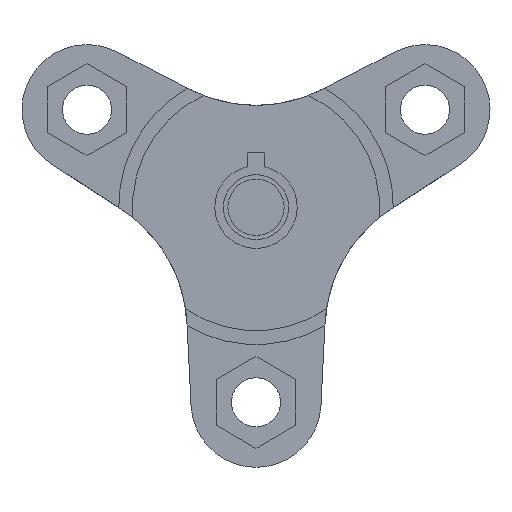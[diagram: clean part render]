
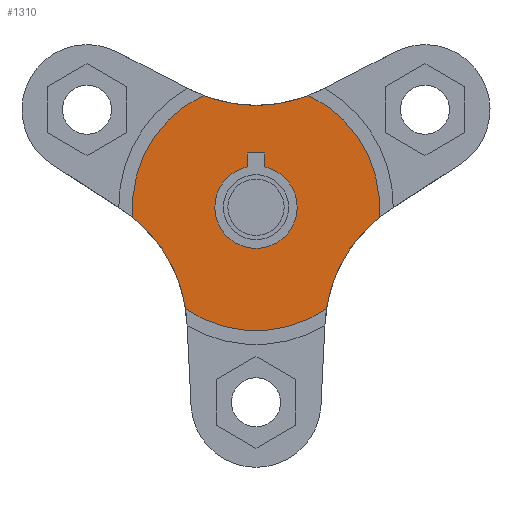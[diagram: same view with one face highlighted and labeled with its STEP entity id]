
A CAD part, front view. The second image highlights one B-rep face of the part: STEP entity #1310.
In plain terms, the highlighted planar face has unit normal (0, -1, 0).
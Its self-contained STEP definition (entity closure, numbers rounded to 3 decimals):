
#6 = FACE_OUTER_BOUND ( 'NONE', #2194, .T. ) ;
#22 = CARTESIAN_POINT ( 'NONE',  ( 0., -6., 17.044 ) ) ;
#26 = ORIENTED_EDGE ( 'NONE', *, *, #364, .F. ) ;
#48 = DIRECTION ( 'NONE',  ( 0., 0., -1. ) ) ;
#73 = DIRECTION ( 'NONE',  ( 0., -1., 0. ) ) ;
#95 = CARTESIAN_POINT ( 'NONE',  ( 0., -6., 17.044 ) ) ;
#99 = ORIENTED_EDGE ( 'NONE', *, *, #380, .T. ) ;
#124 = AXIS2_PLACEMENT_3D ( 'NONE', #806, #783, #403 ) ;
#125 = ORIENTED_EDGE ( 'NONE', *, *, #588, .T. ) ;
#190 = DIRECTION ( 'NONE',  ( 0., 0., -1. ) ) ;
#213 = EDGE_CURVE ( 'NONE', #1763, #562, #1552, .T. ) ;
#215 = AXIS2_PLACEMENT_3D ( 'NONE', #447, #73, #48 ) ;
#221 = VERTEX_POINT ( 'NONE', #1080 ) ;
#246 = DIRECTION ( 'NONE',  ( 0., 1., 0. ) ) ;
#288 = CARTESIAN_POINT ( 'NONE',  ( -0.6, -6., 3.755 ) ) ;
#351 = EDGE_CURVE ( 'NONE', #562, #1899, #2267, .T. ) ;
#364 = EDGE_CURVE ( 'NONE', #1839, #2237, #1293, .T. ) ;
#375 = DIRECTION ( 'NONE',  ( 0., 0., -1. ) ) ;
#380 = EDGE_CURVE ( 'NONE', #441, #941, #1884, .T. ) ;
#403 = DIRECTION ( 'NONE',  ( 0., 0., -1. ) ) ;
#441 = VERTEX_POINT ( 'NONE', #861 ) ;
#447 = CARTESIAN_POINT ( 'NONE',  ( 0., -6., 0. ) ) ;
#452 = ORIENTED_EDGE ( 'NONE', *, *, #964, .T. ) ;
#456 = CARTESIAN_POINT ( 'NONE',  ( -4.873, -6., -7.025 ) ) ;
#485 = EDGE_CURVE ( 'NONE', #221, #2117, #1893, .T. ) ;
#523 = LINE ( 'NONE', #1945, #1532 ) ;
#532 = ORIENTED_EDGE ( 'NONE', *, *, #2274, .F. ) ;
#552 = DIRECTION ( 'NONE',  ( 0., 0., 1. ) ) ;
#562 = VERTEX_POINT ( 'NONE', #903 ) ;
#574 = EDGE_CURVE ( 'NONE', #2237, #221, #1951, .T. ) ;
#583 = DIRECTION ( 'NONE',  ( 0., 0., -1. ) ) ;
#588 = EDGE_CURVE ( 'NONE', #1942, #441, #1510, .T. ) ;
#599 = AXIS2_PLACEMENT_3D ( 'NONE', #797, #1516, #1160 ) ;
#609 = ORIENTED_EDGE ( 'NONE', *, *, #656, .T. ) ;
#656 = EDGE_CURVE ( 'NONE', #1899, #1942, #2080, .T. ) ;
#659 = CARTESIAN_POINT ( 'NONE',  ( 4.873, -6., -7.025 ) ) ;
#663 = DIRECTION ( 'NONE',  ( -1., 0., 0. ) ) ;
#711 = ORIENTED_EDGE ( 'NONE', *, *, #213, .T. ) ;
#728 = DIRECTION ( 'NONE',  ( 0., -1., 0. ) ) ;
#742 = CARTESIAN_POINT ( 'NONE',  ( 0., -6., 0. ) ) ;
#759 = PLANE ( 'NONE',  #1748 ) ;
#783 = DIRECTION ( 'NONE',  ( 0., 1., 0. ) ) ;
#797 = CARTESIAN_POINT ( 'NONE',  ( 14.76, -6., -8.522 ) ) ;
#806 = CARTESIAN_POINT ( 'NONE',  ( -14.76, -6., -8.522 ) ) ;
#861 = CARTESIAN_POINT ( 'NONE',  ( -8.521, -6., -0.707 ) ) ;
#873 = DIRECTION ( 'NONE',  ( 0., 0., -1. ) ) ;
#903 = CARTESIAN_POINT ( 'NONE',  ( 3.648, -6., 7.733 ) ) ;
#941 = VERTEX_POINT ( 'NONE', #456 ) ;
#962 = ORIENTED_EDGE ( 'NONE', *, *, #351, .T. ) ;
#964 = EDGE_CURVE ( 'NONE', #941, #2143, #1369, .T. ) ;
#1073 = DIRECTION ( 'NONE',  ( 0., -1., 0. ) ) ;
#1080 = CARTESIAN_POINT ( 'NONE',  ( 0.6, -6., 3.755 ) ) ;
#1096 = VECTOR ( 'NONE', #663, 1000. ) ;
#1109 = ORIENTED_EDGE ( 'NONE', *, *, #485, .F. ) ;
#1131 = CARTESIAN_POINT ( 'NONE',  ( -3.648, -6., 7.733 ) ) ;
#1160 = DIRECTION ( 'NONE',  ( 0., 0., -1. ) ) ;
#1193 = CIRCLE ( 'NONE', #599, 10. ) ;
#1293 = CIRCLE ( 'NONE', #215, 2.85 ) ;
#1305 = FACE_BOUND ( 'NONE', #2034, .T. ) ;
#1310 = ADVANCED_FACE ( 'NONE', ( #1305, #6 ), #759, .T. ) ;
#1324 = AXIS2_PLACEMENT_3D ( 'NONE', #95, #246, #1662 ) ;
#1369 = CIRCLE ( 'NONE', #2276, 8.55 ) ;
#1401 = CARTESIAN_POINT ( 'NONE',  ( 0., -6., 0. ) ) ;
#1411 = DIRECTION ( 'NONE',  ( 0., 0., -1. ) ) ;
#1418 = DIRECTION ( 'NONE',  ( 0., 1., 0. ) ) ;
#1431 = AXIS2_PLACEMENT_3D ( 'NONE', #2125, #728, #190 ) ;
#1498 = ORIENTED_EDGE ( 'NONE', *, *, #574, .F. ) ;
#1510 = CIRCLE ( 'NONE', #1431, 8.55 ) ;
#1516 = DIRECTION ( 'NONE',  ( 0., 1., 0. ) ) ;
#1532 = VECTOR ( 'NONE', #1411, 1000. ) ;
#1552 = CIRCLE ( 'NONE', #2115, 8.55 ) ;
#1570 = CARTESIAN_POINT ( 'NONE',  ( 0.6, -6., 2.786 ) ) ;
#1584 = CARTESIAN_POINT ( 'NONE',  ( 0., -6., 7.044 ) ) ;
#1610 = CARTESIAN_POINT ( 'NONE',  ( -0.6, -6., 2.786 ) ) ;
#1611 = CARTESIAN_POINT ( 'NONE',  ( 0.6, -6., 2.786 ) ) ;
#1662 = DIRECTION ( 'NONE',  ( 0., 0., -1. ) ) ;
#1748 = AXIS2_PLACEMENT_3D ( 'NONE', #1828, #1073, #1791 ) ;
#1756 = EDGE_CURVE ( 'NONE', #2143, #1763, #1193, .T. ) ;
#1763 = VERTEX_POINT ( 'NONE', #1880 ) ;
#1791 = DIRECTION ( 'NONE',  ( 0., 0., -1. ) ) ;
#1821 = DIRECTION ( 'NONE',  ( 0., -1., 0. ) ) ;
#1828 = CARTESIAN_POINT ( 'NONE',  ( 0., -6., 8.522 ) ) ;
#1839 = VERTEX_POINT ( 'NONE', #1610 ) ;
#1850 = VECTOR ( 'NONE', #552, 1000. ) ;
#1880 = CARTESIAN_POINT ( 'NONE',  ( 8.521, -6., -0.707 ) ) ;
#1884 = CIRCLE ( 'NONE', #124, 10. ) ;
#1887 = AXIS2_PLACEMENT_3D ( 'NONE', #22, #1418, #873 ) ;
#1893 = LINE ( 'NONE', #2254, #1096 ) ;
#1899 = VERTEX_POINT ( 'NONE', #1584 ) ;
#1942 = VERTEX_POINT ( 'NONE', #1131 ) ;
#1945 = CARTESIAN_POINT ( 'NONE',  ( -0.6, -6., 2.786 ) ) ;
#1951 = LINE ( 'NONE', #1611, #1850 ) ;
#1971 = DIRECTION ( 'NONE',  ( 0., -1., 0. ) ) ;
#2034 = EDGE_LOOP ( 'NONE', ( #26, #532, #1109, #1498 ) ) ;
#2080 = CIRCLE ( 'NONE', #1887, 10. ) ;
#2115 = AXIS2_PLACEMENT_3D ( 'NONE', #742, #1821, #583 ) ;
#2117 = VERTEX_POINT ( 'NONE', #288 ) ;
#2125 = CARTESIAN_POINT ( 'NONE',  ( 0., -6., 0. ) ) ;
#2143 = VERTEX_POINT ( 'NONE', #659 ) ;
#2167 = ORIENTED_EDGE ( 'NONE', *, *, #1756, .T. ) ;
#2194 = EDGE_LOOP ( 'NONE', ( #962, #609, #125, #99, #452, #2167, #711 ) ) ;
#2237 = VERTEX_POINT ( 'NONE', #1570 ) ;
#2254 = CARTESIAN_POINT ( 'NONE',  ( -0.6, -6., 3.755 ) ) ;
#2267 = CIRCLE ( 'NONE', #1324, 10. ) ;
#2274 = EDGE_CURVE ( 'NONE', #2117, #1839, #523, .T. ) ;
#2276 = AXIS2_PLACEMENT_3D ( 'NONE', #1401, #1971, #375 ) ;
